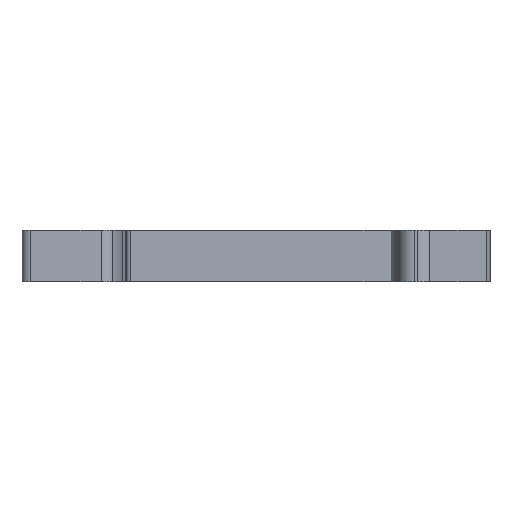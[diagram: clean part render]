
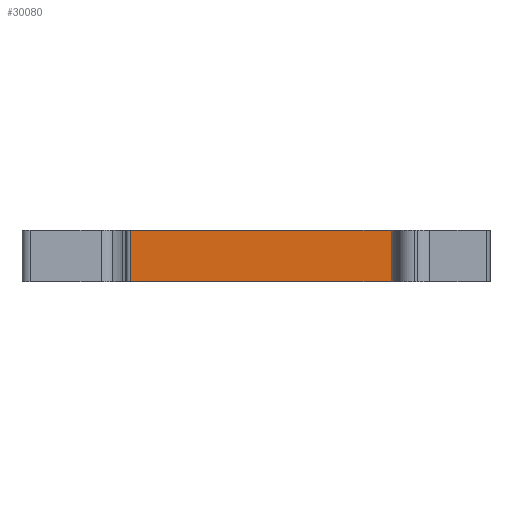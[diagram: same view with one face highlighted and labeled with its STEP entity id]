
A CAD part, front view. The second image highlights one B-rep face of the part: STEP entity #30080.
In plain terms, the highlighted planar face has unit normal (0, -1, 0).
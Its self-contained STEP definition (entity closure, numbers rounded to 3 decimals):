
#8400=CARTESIAN_POINT('',(-1.8,-9.25,-5.15));
#8410=VERTEX_POINT('',#8400);
#8440=CARTESIAN_POINT('',(-1.8,-9.25,0.5));
#8450=DIRECTION('',(0.,0.,-1.));
#8460=VECTOR('',#8450,1.);
#8470=LINE('',#8440,#8460);
#8480=CARTESIAN_POINT('',(-1.8,-9.25,1.));
#8490=VERTEX_POINT('',#8480);
#8500=EDGE_CURVE('',#8490,#8410,#8470,.T.);
#29780=CARTESIAN_POINT('',(-34.248,-9.25,0.5));
#29790=DIRECTION('',(-0.,-1.,-0.));
#29800=DIRECTION('',(-1.,0.,0.));
#29810=AXIS2_PLACEMENT_3D('',#29780,#29790,#29800);
#29820=PLANE('',#29810);
#29830=CARTESIAN_POINT('',(-34.248,-9.25,0.5));
#29840=DIRECTION('',(0.,0.,-1.));
#29850=VECTOR('',#29840,1.);
#29860=LINE('',#29830,#29850);
#29870=CARTESIAN_POINT('',(-34.248,-9.25,1.));
#29880=VERTEX_POINT('',#29870);
#29890=CARTESIAN_POINT('',(-34.248,-9.25,-5.15));
#29900=VERTEX_POINT('',#29890);
#29910=EDGE_CURVE('',#29880,#29900,#29860,.T.);
#29920=ORIENTED_EDGE('',*,*,#29910,.T.);
#29930=CARTESIAN_POINT('',(0.,-9.25,1.));
#29940=DIRECTION('',(-1.,0.,0.));
#29950=VECTOR('',#29940,1.);
#29960=LINE('',#29930,#29950);
#29970=EDGE_CURVE('',#8490,#29880,#29960,.T.);
#29980=ORIENTED_EDGE('',*,*,#29970,.T.);
#29990=ORIENTED_EDGE('',*,*,#8500,.F.);
#30000=CARTESIAN_POINT('',(0.,-9.25,-5.15));
#30010=DIRECTION('',(-1.,0.,0.));
#30020=VECTOR('',#30010,1.);
#30030=LINE('',#30000,#30020);
#30040=EDGE_CURVE('',#8410,#29900,#30030,.T.);
#30050=ORIENTED_EDGE('',*,*,#30040,.F.);
#30060=EDGE_LOOP('',(#30050,#29990,#29980,#29920));
#30070=FACE_OUTER_BOUND('',#30060,.T.);
#30080=ADVANCED_FACE('',(#30070),#29820,.T.);
